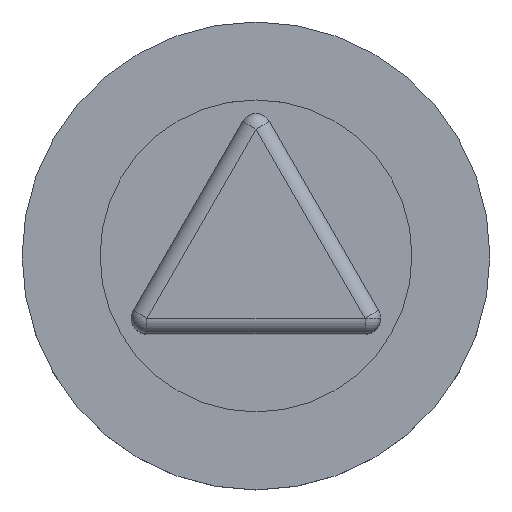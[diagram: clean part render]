
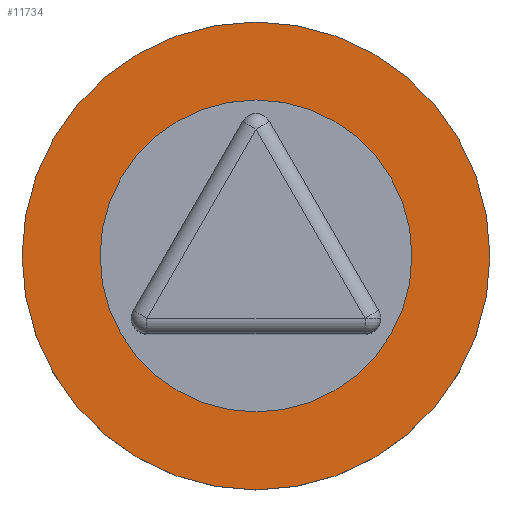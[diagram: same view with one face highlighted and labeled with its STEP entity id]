
A CAD part, top view. The second image highlights one B-rep face of the part: STEP entity #11734.
In plain terms, the highlighted planar face has unit normal (0, 0, 1).
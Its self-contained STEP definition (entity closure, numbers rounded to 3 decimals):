
#530 = CARTESIAN_POINT ( 'NONE',  ( 0., 0., 44.5 ) ) ;
#1495 = EDGE_CURVE ( 'NONE', #11413, #8109, #14328, .T. ) ;
#1498 = DIRECTION ( 'NONE',  ( 1., 0., 0. ) ) ;
#1628 = ORIENTED_EDGE ( 'NONE', *, *, #3790, .F. ) ;
#1655 = CARTESIAN_POINT ( 'NONE',  ( 0., 0., 44.5 ) ) ;
#1696 = VERTEX_POINT ( 'NONE', #7694 ) ;
#1911 = VERTEX_POINT ( 'NONE', #18708 ) ;
#1949 = AXIS2_PLACEMENT_3D ( 'NONE', #1655, #7806, #4308 ) ;
#2273 = DIRECTION ( 'NONE',  ( 1., 0., 0. ) ) ;
#2476 = DIRECTION ( 'NONE',  ( 0., 0., 1. ) ) ;
#3790 = EDGE_CURVE ( 'NONE', #1911, #1696, #22113, .T. ) ;
#4308 = DIRECTION ( 'NONE',  ( 1., 0., 0. ) ) ;
#4821 = CARTESIAN_POINT ( 'NONE',  ( 0., 0., 44.5 ) ) ;
#4851 = EDGE_LOOP ( 'NONE', ( #5075, #7360 ) ) ;
#5075 = ORIENTED_EDGE ( 'NONE', *, *, #1495, .T. ) ;
#5598 = AXIS2_PLACEMENT_3D ( 'NONE', #4821, #8210, #11586 ) ;
#5759 = ORIENTED_EDGE ( 'NONE', *, *, #8773, .F. ) ;
#7360 = ORIENTED_EDGE ( 'NONE', *, *, #12832, .T. ) ;
#7652 = CARTESIAN_POINT ( 'NONE',  ( 7.5, 0., 44.5 ) ) ;
#7694 = CARTESIAN_POINT ( 'NONE',  ( -5., 0., 44.5 ) ) ;
#7793 = AXIS2_PLACEMENT_3D ( 'NONE', #17024, #15277, #1498 ) ;
#7806 = DIRECTION ( 'NONE',  ( 0., 0., 1. ) ) ;
#7958 = CIRCLE ( 'NONE', #11424, 5. ) ;
#8109 = VERTEX_POINT ( 'NONE', #7652 ) ;
#8210 = DIRECTION ( 'NONE',  ( 0., 0., 1. ) ) ;
#8773 = EDGE_CURVE ( 'NONE', #1696, #1911, #7958, .T. ) ;
#11413 = VERTEX_POINT ( 'NONE', #11770 ) ;
#11424 = AXIS2_PLACEMENT_3D ( 'NONE', #11728, #13471, #15225 ) ;
#11586 = DIRECTION ( 'NONE',  ( 1., 0., 0. ) ) ;
#11728 = CARTESIAN_POINT ( 'NONE',  ( 0., 0., 44.5 ) ) ;
#11734 = ADVANCED_FACE ( 'NONE', ( #16224, #21914 ), #12616, .T. ) ;
#11770 = CARTESIAN_POINT ( 'NONE',  ( -7.5, 0., 44.5 ) ) ;
#12616 = PLANE ( 'NONE',  #14244 ) ;
#12832 = EDGE_CURVE ( 'NONE', #8109, #11413, #14280, .T. ) ;
#13471 = DIRECTION ( 'NONE',  ( 0., 0., 1. ) ) ;
#13516 = EDGE_LOOP ( 'NONE', ( #5759, #1628 ) ) ;
#14244 = AXIS2_PLACEMENT_3D ( 'NONE', #530, #2476, #2273 ) ;
#14280 = CIRCLE ( 'NONE', #7793, 7.5 ) ;
#14328 = CIRCLE ( 'NONE', #5598, 7.5 ) ;
#15225 = DIRECTION ( 'NONE',  ( 1., 0., 0. ) ) ;
#15277 = DIRECTION ( 'NONE',  ( 0., 0., 1. ) ) ;
#16224 = FACE_BOUND ( 'NONE', #13516, .T. ) ;
#17024 = CARTESIAN_POINT ( 'NONE',  ( 0., 0., 44.5 ) ) ;
#18708 = CARTESIAN_POINT ( 'NONE',  ( 5., 0., 44.5 ) ) ;
#21914 = FACE_OUTER_BOUND ( 'NONE', #4851, .T. ) ;
#22113 = CIRCLE ( 'NONE', #1949, 5. ) ;
